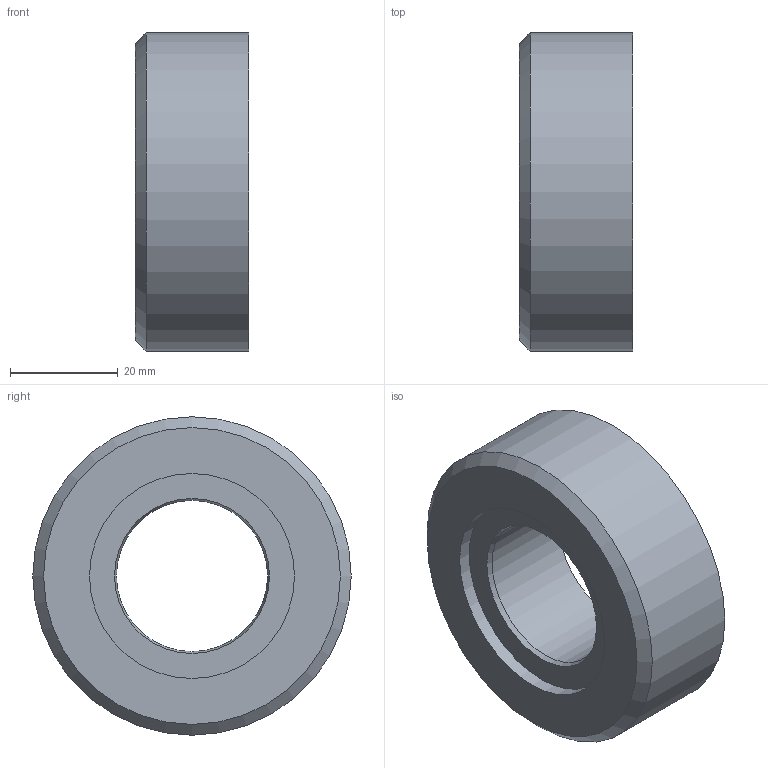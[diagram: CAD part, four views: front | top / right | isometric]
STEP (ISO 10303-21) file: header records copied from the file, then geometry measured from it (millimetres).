
FILE_DESCRIPTION(/* description */ ('Lagersupport'),/* implementation_level */ '2;1');
FILE_NAME(/* name */ 'JR 810663.ipt_.step',/* time_stamp */ '2024-09-20T15:28:17+02:00',/* author */ ('DIHO'),/* organization */ (''),/* preprocessor_version */ 'ST-DEVELOPER v18.1',/* originating_system */ 'Autodesk Inventor 2022',/* authorisation */ '');
FILE_SCHEMA (('AUTOMOTIVE_DESIGN { 1 0 10303 214 3 1 1 }'));
Length unit declared in the file: millimetre
Products named in the file (1): JR 810663
Bounding box: 21 x 59 x 59 mm (x, y, z)
Volume: 41697.8 mm3; surface area: 10696.7 mm2
Topology: 1 solids, 1 shells, 14 faces, 30 edges, 19 vertices
Faces by surface type: cylinder 6, cone 5, plane 3
Full cylindrical faces by diameter (mm): 4.917 x3, 28 x1, 38 x1, 59 x1
Entity records: 418 total; most frequent: DIRECTION 73, CARTESIAN_POINT 61, ORIENTED_EDGE 54, AXIS2_PLACEMENT_3D 31, EDGE_CURVE 27, EDGE_LOOP 20, VERTEX_POINT 19, CIRCLE 16
